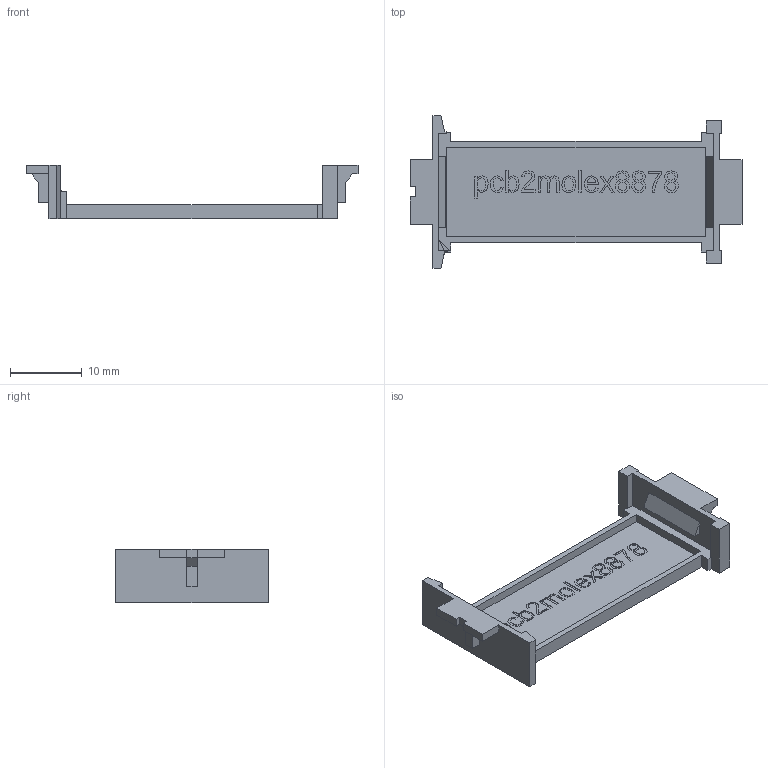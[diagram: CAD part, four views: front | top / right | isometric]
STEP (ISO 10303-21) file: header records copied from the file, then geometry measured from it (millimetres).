
FILE_DESCRIPTION(('FreeCAD Model'),'2;1');
FILE_NAME('pcb2molex8878.step' ,'2019-08-21T03:39:12',('Author'),(''), 'Open CASCADE STEP processor 7.3','FreeCAD','Unknown');
FILE_SCHEMA(('AUTOMOTIVE_DESIGN { 1 0 10303 214 1 1 1 1 }'));
Length unit declared in the file: millimetre
Products named in the file (1): pcb2molex8878002
Bounding box: 46.2 x 21.2 x 7.48 mm (x, y, z)
Surface area: 2279.7 mm2 (no closed solid volume)
Topology: 0 solids, 1 shells, 605 faces, 1717 edges, 1140 vertices
Faces by surface type: plane 605
Entity records: 41531 total; most frequent: CARTESIAN_POINT 6907, DIRECTION 6353, LINE 5141, VECTOR 5141, ORIENTED_EDGE 3434, PCURVE 3434, DEFINITIONAL_REPRESENTATION 3434, EDGE_CURVE 1717
